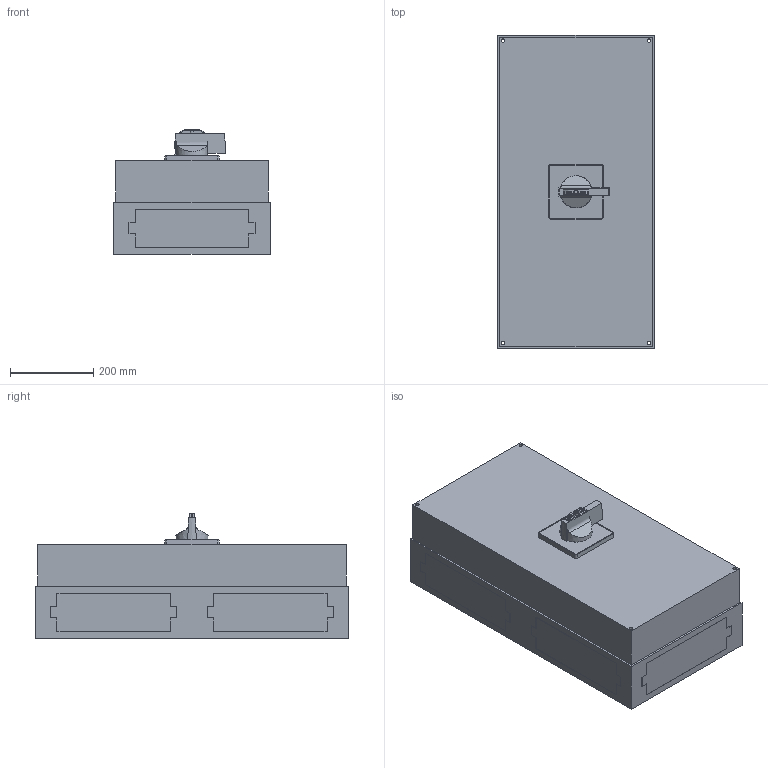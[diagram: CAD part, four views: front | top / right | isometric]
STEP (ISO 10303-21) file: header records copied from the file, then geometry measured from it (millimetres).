
FILE_DESCRIPTION(/* description */ ('STEP AP214'),/* implementation_level */ '2;1');
FILE_NAME(/* name */ 'eaton-t8-3-i48-svb-hi11-3d-model',/* time_stamp */ '2024-12-12T13:43:03+01:00',/* author */ ('License CC BY-ND 4.0'),/* organization */ ('CADENAS'),/* preprocessor_version */ 'ST-DEVELOPER v19.3',/* originating_system */ 'PARTsolutions',/* authorisation */ ' ');
FILE_SCHEMA (('AUTOMOTIVE_DESIGN {1 0 10303 214 3 1 1}'));
Length unit declared in the file: millimetre
Products named in the file (1): 201449
Bounding box: 375 x 750 x 298.8 mm (x, y, z)
Volume: 62414746.3 mm3; surface area: 1114632.8 mm2
Topology: 1 solids, 1 shells, 196 faces, 545 edges, 364 vertices
Faces by surface type: plane 153, cylinder 35, cone 8
Full cylindrical faces by diameter (mm): 8 x4, 71.684 x1
Entity records: 6280 total; most frequent: CARTESIAN_POINT 1161, ORIENTED_EDGE 1080, DIRECTION 1004, EDGE_CURVE 540, LINE 438, VECTOR 438, VERTEX_POINT 364, AXIS2_PLACEMENT_3D 283
